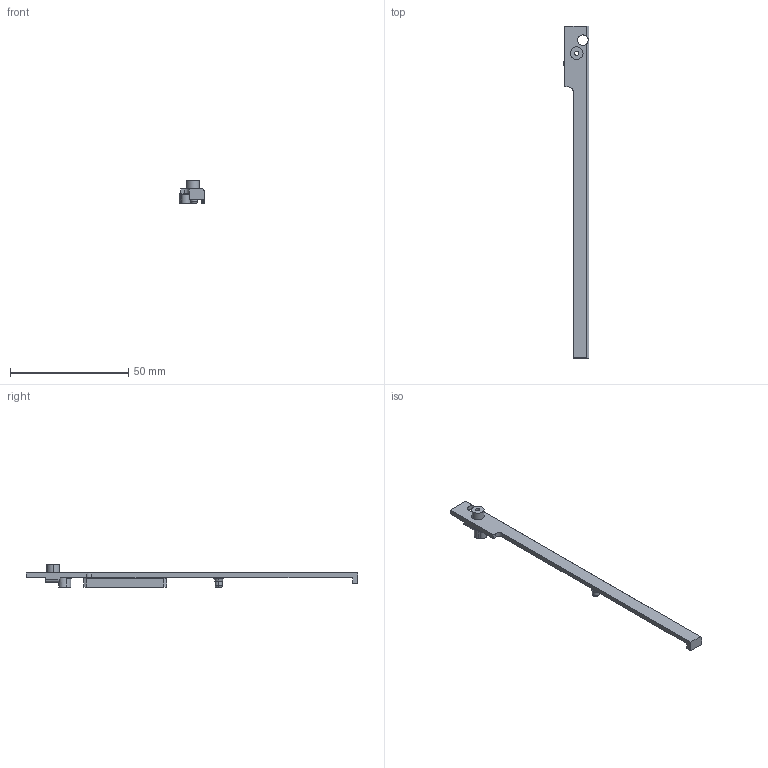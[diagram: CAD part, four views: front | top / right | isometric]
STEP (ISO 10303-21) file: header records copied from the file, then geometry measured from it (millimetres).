
FILE_DESCRIPTION(('CATIA V5 STEP Exchange'),'2;1');
FILE_NAME('piece 42_V2.stp','2020-09-26T14:32:39+00:00',('none'),('none'),'CATIA Version 5 Release 18 GA (IN-10)','CATIA V5 STEP AP203','none');
FILE_SCHEMA(('CONFIG_CONTROL_DESIGN'));
Length unit declared in the file: millimetre
Products named in the file (1): piece 42
Bounding box: 10.85 x 140.5 x 9.4 mm (x, y, z)
Volume: 2480.3 mm3; surface area: 3114.2 mm2
Topology: 1 solids, 1 shells, 62 faces, 164 edges, 104 vertices
Faces by surface type: plane 30, cylinder 26, torus 4, cone 2
Entity records: 1949 total; most frequent: CARTESIAN_POINT 438, ORIENTED_EDGE 328, DIRECTION 254, EDGE_CURVE 164, VECTOR 104, LINE 104, VERTEX_POINT 104, AXIS2_PLACEMENT_3D 98
